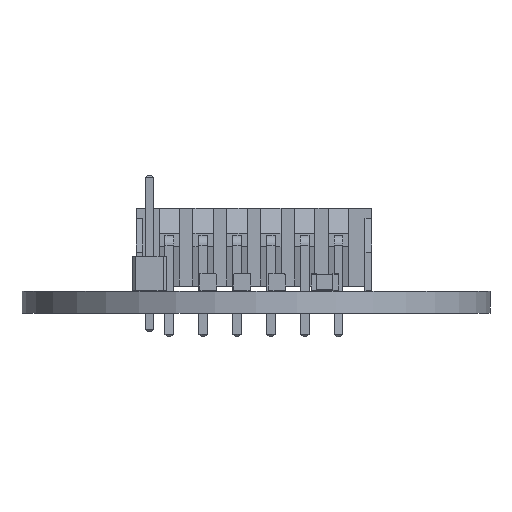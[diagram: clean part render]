
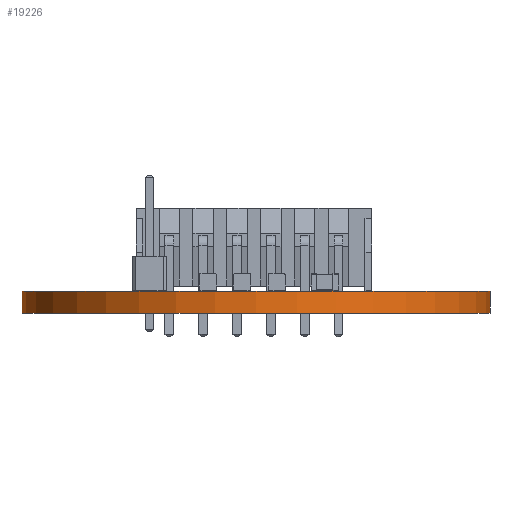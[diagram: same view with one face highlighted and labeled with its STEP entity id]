
A CAD part, front view. The second image highlights one B-rep face of the part: STEP entity #19226.
In plain terms, the highlighted cylindrical face has radius 17.274 mm (diameter 34.548 mm), a full revolution.
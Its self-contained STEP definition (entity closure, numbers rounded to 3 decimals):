
#19226 = ADVANCED_FACE('',(#19227),#19241,.T.);
#19227 = FACE_BOUND('',#19228,.F.);
#19228 = EDGE_LOOP('',(#19229,#19259,#19286,#19287));
#19229 = ORIENTED_EDGE('',*,*,#19230,.T.);
#19230 = EDGE_CURVE('',#19231,#19233,#19235,.T.);
#19231 = VERTEX_POINT('',#19232);
#19232 = CARTESIAN_POINT('',(98.554,-43.18,0.));
#19233 = VERTEX_POINT('',#19234);
#19234 = CARTESIAN_POINT('',(98.554,-43.18,1.6));
#19235 = SEAM_CURVE('',#19236,(#19240,#19252),.PCURVE_S1.);
#19236 = LINE('',#19237,#19238);
#19237 = CARTESIAN_POINT('',(98.554,-43.18,0.));
#19238 = VECTOR('',#19239,1.);
#19239 = DIRECTION('',(0.,0.,1.));
#19240 = PCURVE('',#19241,#19246);
#19241 = CYLINDRICAL_SURFACE('',#19242,17.274);
#19242 = AXIS2_PLACEMENT_3D('',#19243,#19244,#19245);
#19243 = CARTESIAN_POINT('',(81.28,-43.18,0.));
#19244 = DIRECTION('',(0.,0.,-1.));
#19245 = DIRECTION('',(1.,0.,0.));
#19246 = DEFINITIONAL_REPRESENTATION('',(#19247),#19251);
#19247 = LINE('',#19248,#19249);
#19248 = CARTESIAN_POINT('',(0.,0.));
#19249 = VECTOR('',#19250,1.);
#19250 = DIRECTION('',(0.,-1.));
#19251 = ( GEOMETRIC_REPRESENTATION_CONTEXT(2) 
PARAMETRIC_REPRESENTATION_CONTEXT() REPRESENTATION_CONTEXT('2D SPACE',''
  ) );
#19252 = PCURVE('',#19241,#19253);
#19253 = DEFINITIONAL_REPRESENTATION('',(#19254),#19258);
#19254 = LINE('',#19255,#19256);
#19255 = CARTESIAN_POINT('',(-6.283,0.));
#19256 = VECTOR('',#19257,1.);
#19257 = DIRECTION('',(0.,-1.));
#19258 = ( GEOMETRIC_REPRESENTATION_CONTEXT(2) 
PARAMETRIC_REPRESENTATION_CONTEXT() REPRESENTATION_CONTEXT('2D SPACE',''
  ) );
#19259 = ORIENTED_EDGE('',*,*,#19260,.T.);
#19260 = EDGE_CURVE('',#19233,#19233,#19261,.T.);
#19261 = SURFACE_CURVE('',#19262,(#19267,#19274),.PCURVE_S1.);
#19262 = CIRCLE('',#19263,17.274);
#19263 = AXIS2_PLACEMENT_3D('',#19264,#19265,#19266);
#19264 = CARTESIAN_POINT('',(81.28,-43.18,1.6));
#19265 = DIRECTION('',(0.,0.,1.));
#19266 = DIRECTION('',(1.,0.,0.));
#19267 = PCURVE('',#19241,#19268);
#19268 = DEFINITIONAL_REPRESENTATION('',(#19269),#19273);
#19269 = LINE('',#19270,#19271);
#19270 = CARTESIAN_POINT('',(0.,-1.6));
#19271 = VECTOR('',#19272,1.);
#19272 = DIRECTION('',(-1.,0.));
#19273 = ( GEOMETRIC_REPRESENTATION_CONTEXT(2) 
PARAMETRIC_REPRESENTATION_CONTEXT() REPRESENTATION_CONTEXT('2D SPACE',''
  ) );
#19274 = PCURVE('',#19275,#19280);
#19275 = PLANE('',#19276);
#19276 = AXIS2_PLACEMENT_3D('',#19277,#19278,#19279);
#19277 = CARTESIAN_POINT('',(81.28,-43.18,1.6));
#19278 = DIRECTION('',(0.,0.,1.));
#19279 = DIRECTION('',(1.,0.,0.));
#19280 = DEFINITIONAL_REPRESENTATION('',(#19281),#19285);
#19281 = CIRCLE('',#19282,17.274);
#19282 = AXIS2_PLACEMENT_2D('',#19283,#19284);
#19283 = CARTESIAN_POINT('',(0.,0.));
#19284 = DIRECTION('',(1.,0.));
#19285 = ( GEOMETRIC_REPRESENTATION_CONTEXT(2) 
PARAMETRIC_REPRESENTATION_CONTEXT() REPRESENTATION_CONTEXT('2D SPACE',''
  ) );
#19286 = ORIENTED_EDGE('',*,*,#19230,.F.);
#19287 = ORIENTED_EDGE('',*,*,#19288,.F.);
#19288 = EDGE_CURVE('',#19231,#19231,#19289,.T.);
#19289 = SURFACE_CURVE('',#19290,(#19295,#19302),.PCURVE_S1.);
#19290 = CIRCLE('',#19291,17.274);
#19291 = AXIS2_PLACEMENT_3D('',#19292,#19293,#19294);
#19292 = CARTESIAN_POINT('',(81.28,-43.18,0.));
#19293 = DIRECTION('',(0.,0.,1.));
#19294 = DIRECTION('',(1.,0.,0.));
#19295 = PCURVE('',#19241,#19296);
#19296 = DEFINITIONAL_REPRESENTATION('',(#19297),#19301);
#19297 = LINE('',#19298,#19299);
#19298 = CARTESIAN_POINT('',(0.,0.));
#19299 = VECTOR('',#19300,1.);
#19300 = DIRECTION('',(-1.,0.));
#19301 = ( GEOMETRIC_REPRESENTATION_CONTEXT(2) 
PARAMETRIC_REPRESENTATION_CONTEXT() REPRESENTATION_CONTEXT('2D SPACE',''
  ) );
#19302 = PCURVE('',#19303,#19308);
#19303 = PLANE('',#19304);
#19304 = AXIS2_PLACEMENT_3D('',#19305,#19306,#19307);
#19305 = CARTESIAN_POINT('',(81.28,-43.18,0.));
#19306 = DIRECTION('',(0.,0.,1.));
#19307 = DIRECTION('',(1.,0.,0.));
#19308 = DEFINITIONAL_REPRESENTATION('',(#19309),#19313);
#19309 = CIRCLE('',#19310,17.274);
#19310 = AXIS2_PLACEMENT_2D('',#19311,#19312);
#19311 = CARTESIAN_POINT('',(0.,0.));
#19312 = DIRECTION('',(1.,0.));
#19313 = ( GEOMETRIC_REPRESENTATION_CONTEXT(2) 
PARAMETRIC_REPRESENTATION_CONTEXT() REPRESENTATION_CONTEXT('2D SPACE',''
  ) );
